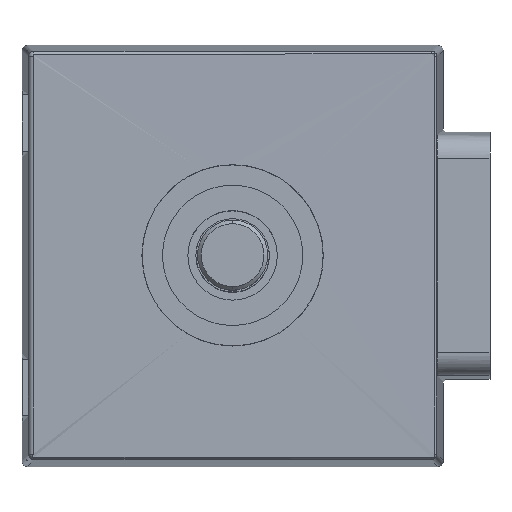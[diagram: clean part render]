
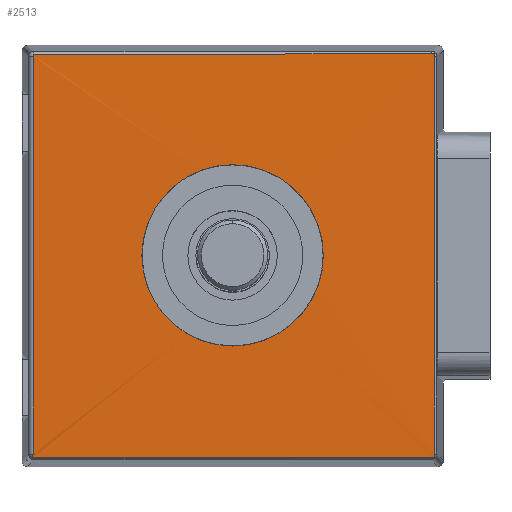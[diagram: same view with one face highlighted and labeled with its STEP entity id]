
A CAD part, top view. The second image highlights one B-rep face of the part: STEP entity #2513.
In plain terms, the highlighted planar face has unit normal (0, 0, 1).
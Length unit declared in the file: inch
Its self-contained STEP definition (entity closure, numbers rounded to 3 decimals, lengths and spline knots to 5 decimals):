
#47=DIRECTION('',(-0.973,0.045,-0.225));
#48=VECTOR('',#47,0.01682);
#49=CARTESIAN_POINT('',(1.07772,-1.08051,2.14661));
#50=LINE('',#49,#48);
#51=CARTESIAN_POINT('',(1.06134,-1.07976,2.14283));
#52=CARTESIAN_POINT('',(0.82394,-1.07976,2.14283));
#53=CARTESIAN_POINT('',(0.35033,-1.08078,2.1478));
#54=CARTESIAN_POINT('',(-0.36112,-1.0807,2.14808));
#55=CARTESIAN_POINT('',(-0.82678,-1.0799,2.14238));
#56=CARTESIAN_POINT('',(-1.06445,-1.0799,2.14238));
#58=CARTESIAN_POINT('',(-1.06445,-1.0799,2.14238));
#59=CARTESIAN_POINT('',(-1.06273,-1.07909,2.14238));
#60=CARTESIAN_POINT('',(-1.06944,-1.07812,2.14857));
#61=CARTESIAN_POINT('',(-1.06814,-1.07383,2.14608));
#62=CARTESIAN_POINT('',(-1.06887,-1.07026,2.14675));
#63=CARTESIAN_POINT('',(-1.06805,-1.06689,2.14657));
#64=CARTESIAN_POINT('',(-1.06676,-1.06424,2.1466));
#65=CARTESIAN_POINT('',(-1.06537,-1.06237,2.14666));
#66=CARTESIAN_POINT('',(-1.06382,-1.0616,2.14648));
#67=CARTESIAN_POINT('',(-1.06447,-1.06134,2.14648));
#69=CARTESIAN_POINT('',(-1.06447,-1.06134,2.14648));
#70=CARTESIAN_POINT('',(-1.06447,-0.82548,2.14648));
#71=CARTESIAN_POINT('',(-1.0603,-0.35379,2.14665));
#72=CARTESIAN_POINT('',(-1.0603,0.35379,2.14665));
#73=CARTESIAN_POINT('',(-1.06447,0.82548,2.14648));
#74=CARTESIAN_POINT('',(-1.06447,1.06134,2.14648));
#76=CARTESIAN_POINT('',(-1.06447,1.06134,2.14648));
#77=CARTESIAN_POINT('',(-1.06603,1.06701,2.14648));
#78=CARTESIAN_POINT('',(-1.0629,1.06627,2.1453));
#79=CARTESIAN_POINT('',(-1.06445,1.07194,2.1453));
#81=CARTESIAN_POINT('',(-1.06445,1.07194,2.1453));
#82=CARTESIAN_POINT('',(-0.82678,1.07194,2.1453));
#83=CARTESIAN_POINT('',(-0.36112,1.08126,2.14682));
#84=CARTESIAN_POINT('',(0.35033,1.07775,2.14781));
#85=CARTESIAN_POINT('',(0.82394,1.07779,2.14365));
#86=CARTESIAN_POINT('',(1.06134,1.07779,2.14365));
#88=DIRECTION('',(0.984,0.033,0.178));
#89=VECTOR('',#88,0.01665);
#90=CARTESIAN_POINT('',(1.06134,1.07779,2.14365));
#91=LINE('',#90,#89);
#92=DIRECTION('',(-0.029,-0.987,-0.159));
#93=VECTOR('',#92,0.01723);
#94=CARTESIAN_POINT('',(1.07772,1.07835,2.14661));
#95=LINE('',#94,#93);
#96=CARTESIAN_POINT('',(1.07722,1.06134,2.14386));
#97=CARTESIAN_POINT('',(1.07722,0.35378,2.14386));
#98=CARTESIAN_POINT('',(1.07722,-0.35378,2.14386));
#99=CARTESIAN_POINT('',(1.07722,-1.06134,2.14386));
#101=DIRECTION('',(0.026,-0.99,0.141));
#102=VECTOR('',#101,0.01937);
#103=CARTESIAN_POINT('',(1.07722,-1.06134,2.14386));
#104=LINE('',#103,#102);
#105=CARTESIAN_POINT('',(0.,0.,2.14661));
#106=DIRECTION('',(0.,0.,-1.));
#107=DIRECTION('',(1.,0.,0.));
#108=AXIS2_PLACEMENT_3D('',#105,#106,#107);
#110=CARTESIAN_POINT('',(0.,0.,2.14661));
#111=DIRECTION('',(0.,0.,-1.));
#112=DIRECTION('',(-1.,0.,0.));
#113=AXIS2_PLACEMENT_3D('',#110,#111,#112);
#125=CARTESIAN_POINT('',(1.06134,-1.07976,2.14283));
#127=CARTESIAN_POINT('',(1.07722,-1.06134,2.14386));
#155=CARTESIAN_POINT('',(1.06134,1.07779,2.14365));
#184=CARTESIAN_POINT('',(1.07722,1.06134,2.14386));
#202=CARTESIAN_POINT('',(-1.06447,1.06134,2.14648));
#209=CARTESIAN_POINT('',(-1.06445,1.07194,2.1453));
#231=CARTESIAN_POINT('',(-1.06447,-1.06134,2.14648));
#2205=CARTESIAN_POINT('',(-0.4845,0.,2.14661));
#2207=VERTEX_POINT('',#2205);
#2209=CARTESIAN_POINT('',(0.4845,0.,2.14661));
#2211=VERTEX_POINT('',#2209);
#2296=VERTEX_POINT('',#231);
#2297=VERTEX_POINT('',#202);
#2303=CARTESIAN_POINT('',(1.07772,-1.08051,2.14661));
#2305=VERTEX_POINT('',#2303);
#2307=CARTESIAN_POINT('',(1.07772,1.07835,2.14661));
#2309=VERTEX_POINT('',#2307);
#2312=VERTEX_POINT('',#125);
#2313=VERTEX_POINT('',#127);
#2314=VERTEX_POINT('',#155);
#2315=VERTEX_POINT('',#184);
#2316=CARTESIAN_POINT('',(-1.06134,-1.0775,
2.14189));
#2317=VERTEX_POINT('',#2316);
#2318=VERTEX_POINT('',#209);
#2481=CARTESIAN_POINT('',(0.,0.375,2.14661));
#2482=DIRECTION('',(0.,0.,-1.));
#2483=DIRECTION('',(-1.,0.,0.));
#2484=AXIS2_PLACEMENT_3D('',#2481,#2482,#2483);
#2485=PLANE('',#2484);
#2487=ORIENTED_EDGE('',*,*,#2486,.T.);
#2488=ORIENTED_EDGE('',*,*,#2471,.T.);
#2490=ORIENTED_EDGE('',*,*,#2489,.T.);
#2492=ORIENTED_EDGE('',*,*,#2491,.T.);
#2494=ORIENTED_EDGE('',*,*,#2493,.T.);
#2496=ORIENTED_EDGE('',*,*,#2495,.T.);
#2498=ORIENTED_EDGE('',*,*,#2497,.T.);
#2500=ORIENTED_EDGE('',*,*,#2499,.T.);
#2502=ORIENTED_EDGE('',*,*,#2501,.T.);
#2504=ORIENTED_EDGE('',*,*,#2503,.T.);
#2505=EDGE_LOOP('',(#2487,#2488,#2490,#2492,#2494,#2496,#2498,#2500,#2502,
#2504));
#2506=FACE_OUTER_BOUND('',#2505,.F.);
#2508=ORIENTED_EDGE('',*,*,#2507,.F.);
#2510=ORIENTED_EDGE('',*,*,#2509,.F.);
#2511=EDGE_LOOP('',(#2508,#2510));
#2512=FACE_BOUND('',#2511,.F.);
#2513=ADVANCED_FACE('',(#2506,#2512),#2485,.F.);
#57=B_SPLINE_CURVE_WITH_KNOTS('',3,(#51,#52,#53,#54,#55,#56),.UNSPECIFIED.,.F.,
.F.,(4,1,1,4),(0.,0.33333,0.66667,1.),.UNSPECIFIED.);
#68=B_SPLINE_CURVE_WITH_KNOTS('',3,(#58,#59,#60,#61,#62,#63,#64,#65,#66,#67),
.UNSPECIFIED.,.F.,.F.,(4,1,1,1,1,1,1,4),(0.,0.14286,
0.28571,0.42857,0.57143,0.71429,
0.85714,1.),.UNSPECIFIED.);
#75=B_SPLINE_CURVE_WITH_KNOTS('',3,(#69,#70,#71,#72,#73,#74),.UNSPECIFIED.,.F.,
.F.,(4,1,1,4),(0.,0.33333,0.66667,1.),.UNSPECIFIED.);
#80=B_SPLINE_CURVE_WITH_KNOTS('',3,(#76,#77,#78,#79),.UNSPECIFIED.,.F.,.F.,(4,
4),(0.,1.),.UNSPECIFIED.);
#87=B_SPLINE_CURVE_WITH_KNOTS('',3,(#81,#82,#83,#84,#85,#86),.UNSPECIFIED.,.F.,
.F.,(4,1,1,4),(0.,0.33333,0.66667,1.),.UNSPECIFIED.);
#100=B_SPLINE_CURVE_WITH_KNOTS('',3,(#96,#97,#98,#99),.UNSPECIFIED.,.F.,.F.,(4,
4),(0.,1.),.UNSPECIFIED.);
#109=CIRCLE('',#108,0.4845);
#114=CIRCLE('',#113,0.4845);
#2471=EDGE_CURVE('',#2312,#2317,#57,.T.);
#2486=EDGE_CURVE('',#2305,#2312,#50,.T.);
#2489=EDGE_CURVE('',#2317,#2296,#68,.T.);
#2491=EDGE_CURVE('',#2296,#2297,#75,.T.);
#2493=EDGE_CURVE('',#2297,#2318,#80,.T.);
#2495=EDGE_CURVE('',#2318,#2314,#87,.T.);
#2497=EDGE_CURVE('',#2314,#2309,#91,.T.);
#2499=EDGE_CURVE('',#2309,#2315,#95,.T.);
#2501=EDGE_CURVE('',#2315,#2313,#100,.T.);
#2503=EDGE_CURVE('',#2313,#2305,#104,.T.);
#2507=EDGE_CURVE('',#2211,#2207,#109,.T.);
#2509=EDGE_CURVE('',#2207,#2211,#114,.T.);
